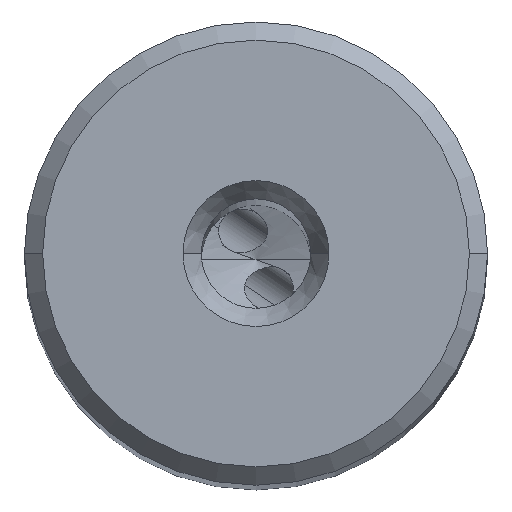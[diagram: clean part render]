
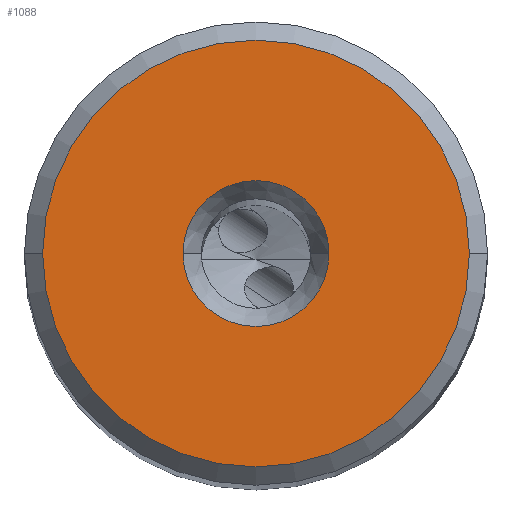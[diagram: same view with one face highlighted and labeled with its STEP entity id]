
A CAD part, top view. The second image highlights one B-rep face of the part: STEP entity #1088.
In plain terms, the highlighted planar face has unit normal (0, 0, 1).
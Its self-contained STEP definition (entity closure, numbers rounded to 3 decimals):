
#181=FACE_BOUND('',#1647,.T.);
#182=FACE_BOUND('',#1648,.T.);
#1088=ADVANCED_FACE('',(#181,#182),#1224,.T.);
#1224=PLANE('',#4890);
#1647=EDGE_LOOP('',(#2719,#2720,#2721));
#1648=EDGE_LOOP('',(#2722,#2723));
#2719=ORIENTED_EDGE('',*,*,#4111,.F.);
#2720=ORIENTED_EDGE('',*,*,#4112,.F.);
#2721=ORIENTED_EDGE('',*,*,#4113,.F.);
#2722=ORIENTED_EDGE('',*,*,#4110,.F.);
#2723=ORIENTED_EDGE('',*,*,#4114,.F.);
#3482=VERTEX_POINT('',#14545);
#3483=VERTEX_POINT('',#14547);
#3484=VERTEX_POINT('',#14551);
#3485=VERTEX_POINT('',#14552);
#3486=VERTEX_POINT('',#14554);
#4110=EDGE_CURVE('',#3483,#3482,#4395,.T.);
#4111=EDGE_CURVE('',#3484,#3485,#4396,.T.);
#4112=EDGE_CURVE('',#3486,#3484,#4397,.T.);
#4113=EDGE_CURVE('',#3485,#3486,#4398,.T.);
#4114=EDGE_CURVE('',#3482,#3483,#4399,.T.);
#4395=CIRCLE('',#4884,4.);
#4396=CIRCLE('',#4886,11.7);
#4397=CIRCLE('',#4887,11.7);
#4398=CIRCLE('',#4888,11.7);
#4399=CIRCLE('',#4889,4.);
#4884=AXIS2_PLACEMENT_3D('',#14548,#5751,#5752);
#4886=AXIS2_PLACEMENT_3D('',#14550,#5755,#5756);
#4887=AXIS2_PLACEMENT_3D('',#14553,#5757,#5758);
#4888=AXIS2_PLACEMENT_3D('',#14555,#5759,#5760);
#4889=AXIS2_PLACEMENT_3D('',#14556,#5761,#5762);
#4890=AXIS2_PLACEMENT_3D('',#14557,#5763,#5764);
#5751=DIRECTION('',(0.,0.,1.));
#5752=DIRECTION('',(-1.,0.,0.));
#5755=DIRECTION('',(0.,0.,-1.));
#5756=DIRECTION('',(0.,-1.,0.));
#5757=DIRECTION('',(0.,0.,-1.));
#5758=DIRECTION('',(1.,0.,0.));
#5759=DIRECTION('',(0.,0.,-1.));
#5760=DIRECTION('',(-1.,0.,0.));
#5761=DIRECTION('',(0.,0.,1.));
#5762=DIRECTION('',(1.,0.,0.));
#5763=DIRECTION('',(0.,0.,1.));
#5764=DIRECTION('',(-1.,0.,0.));
#14545=CARTESIAN_POINT('',(4.,0.,0.));
#14547=CARTESIAN_POINT('',(-4.,0.,0.));
#14548=CARTESIAN_POINT('',(0.,0.,0.));
#14550=CARTESIAN_POINT('',(0.,0.,0.));
#14551=CARTESIAN_POINT('',(0.,-11.7,0.));
#14552=CARTESIAN_POINT('',(-11.7,0.,0.));
#14553=CARTESIAN_POINT('',(0.,0.,0.));
#14554=CARTESIAN_POINT('',(11.7,0.,0.));
#14555=CARTESIAN_POINT('',(0.,0.,0.));
#14556=CARTESIAN_POINT('',(0.,0.,0.));
#14557=CARTESIAN_POINT('',(0.,0.,0.));
